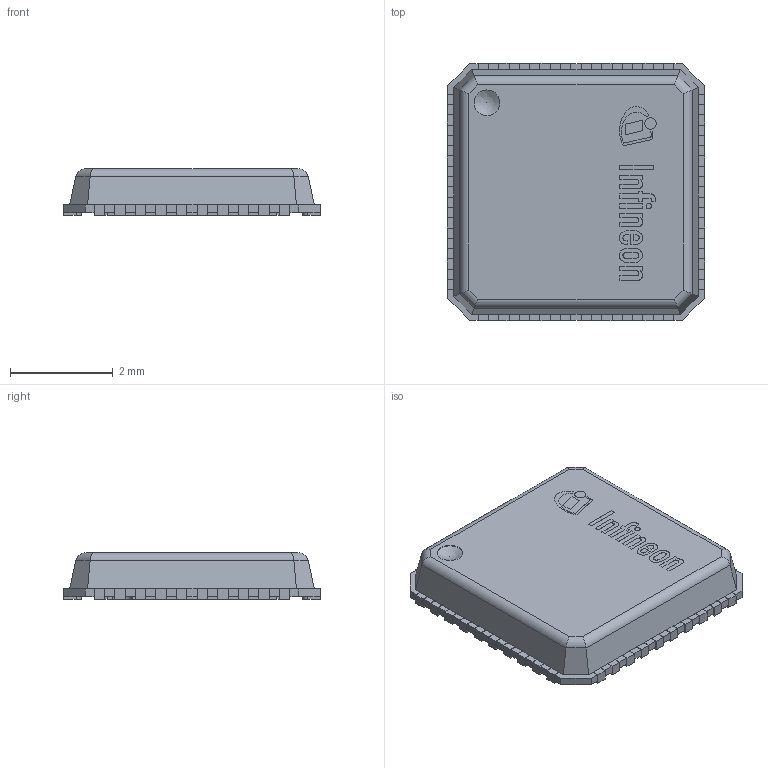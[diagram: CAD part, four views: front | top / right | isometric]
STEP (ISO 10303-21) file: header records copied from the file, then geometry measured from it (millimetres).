
FILE_DESCRIPTION(/* description */ (''),/* implementation_level */ '2;1');
FILE_NAME(/* name */ 'PG-VQFN-40-16_Z8B00171214_V02_3D.stp',/* time_stamp */ '2021-07-09T18:40:56+05:00',/* author */ ('janartha'),/* organization */ (''),/* preprocessor_version */ 'ST-DEVELOPER v16.13',/* originating_system */ 'AutoCAD Mechanical',/* authorisation */ '');
FILE_SCHEMA (('AUTOMOTIVE_DESIGN { 1 0 10303 214 3 1 1 }'));
Length unit declared in the file: millimetre
Products named in the file (1): Product
Bounding box: 5 x 5 x 0.9 mm (x, y, z)
Volume: 19.1 mm3; surface area: 124.5 mm2
Topology: 56 solids, 56 shells, 568 faces, 1366 edges, 908 vertices
Faces by surface type: plane 443, cylinder 104, bspline 21
Full cylindrical faces by diameter (mm): 0.107 x1, 0.219 x1, 0.5 x2
Entity records: 16572 total; most frequent: CARTESIAN_POINT 3290, ORIENTED_EDGE 2718, DIRECTION 2619, EDGE_CURVE 1359, LINE 1117, VECTOR 1117, VERTEX_POINT 908, AXIS2_PLACEMENT_3D 751
